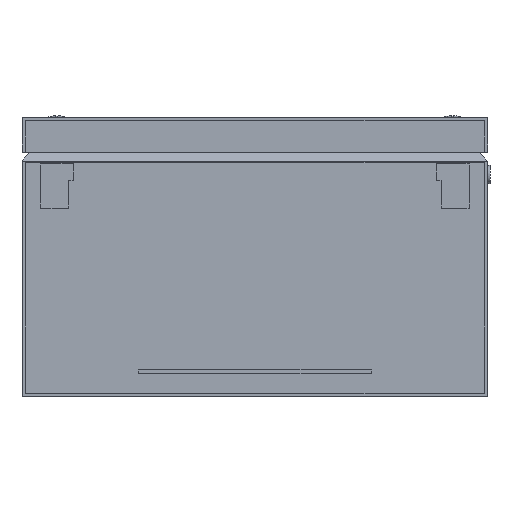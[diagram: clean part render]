
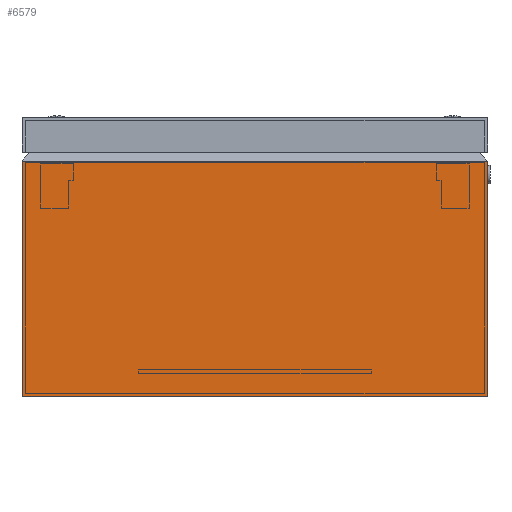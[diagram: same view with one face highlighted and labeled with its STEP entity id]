
A CAD part, left-side view. The second image highlights one B-rep face of the part: STEP entity #6579.
In plain terms, the highlighted planar face has unit normal (-1, 0, 0).
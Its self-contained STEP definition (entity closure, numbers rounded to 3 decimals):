
#146 = AXIS2_PLACEMENT_3D ( 'NONE', #10004, #17191, #21818 ) ;
#333 = DIRECTION ( 'NONE',  ( 0., 1., 0. ) ) ;
#629 = LINE ( 'NONE', #5733, #2678 ) ;
#857 = VERTEX_POINT ( 'NONE', #8702 ) ;
#2196 = EDGE_CURVE ( 'NONE', #9758, #857, #629, .T. ) ;
#2252 = DIRECTION ( 'NONE',  ( 0., 1., 0. ) ) ;
#2678 = VECTOR ( 'NONE', #6511, 1000. ) ;
#4673 = CARTESIAN_POINT ( 'NONE',  ( 0., 200., 0. ) ) ;
#5263 = ORIENTED_EDGE ( 'NONE', *, *, #2196, .T. ) ;
#5733 = CARTESIAN_POINT ( 'NONE',  ( 0., 0., 0. ) ) ;
#5754 = CARTESIAN_POINT ( 'NONE',  ( 0., 0., 0. ) ) ;
#6253 = VECTOR ( 'NONE', #2252, 1000. ) ;
#6511 = DIRECTION ( 'NONE',  ( 0., 0., 1. ) ) ;
#6579 = ADVANCED_FACE ( 'NONE', ( #13381 ), #16759, .T. ) ;
#7584 = VECTOR ( 'NONE', #16251, 1000. ) ;
#7689 = CARTESIAN_POINT ( 'NONE',  ( 0., 0., 101.167 ) ) ;
#8702 = CARTESIAN_POINT ( 'NONE',  ( 0., 0., 101.167 ) ) ;
#8716 = EDGE_LOOP ( 'NONE', ( #12996, #9764, #9509, #5263 ) ) ;
#9226 = VECTOR ( 'NONE', #333, 1000. ) ;
#9509 = ORIENTED_EDGE ( 'NONE', *, *, #21748, .F. ) ;
#9624 = VERTEX_POINT ( 'NONE', #18967 ) ;
#9758 = VERTEX_POINT ( 'NONE', #12230 ) ;
#9764 = ORIENTED_EDGE ( 'NONE', *, *, #19441, .F. ) ;
#10004 = CARTESIAN_POINT ( 'NONE',  ( 0., 0., 0. ) ) ;
#12230 = CARTESIAN_POINT ( 'NONE',  ( 0., 0., 0. ) ) ;
#12996 = ORIENTED_EDGE ( 'NONE', *, *, #14085, .T. ) ;
#13381 = FACE_OUTER_BOUND ( 'NONE', #8716, .T. ) ;
#14085 = EDGE_CURVE ( 'NONE', #857, #9624, #16241, .T. ) ;
#16241 = LINE ( 'NONE', #7689, #9226 ) ;
#16251 = DIRECTION ( 'NONE',  ( 0., 0., 1. ) ) ;
#16759 = PLANE ( 'NONE',  #146 ) ;
#17191 = DIRECTION ( 'NONE',  ( -1., 0., 0. ) ) ;
#17665 = LINE ( 'NONE', #5754, #6253 ) ;
#18678 = CARTESIAN_POINT ( 'NONE',  ( 0., 200., 0. ) ) ;
#18967 = CARTESIAN_POINT ( 'NONE',  ( 0., 200., 101.167 ) ) ;
#19441 = EDGE_CURVE ( 'NONE', #21901, #9624, #20043, .T. ) ;
#20043 = LINE ( 'NONE', #4673, #7584 ) ;
#21748 = EDGE_CURVE ( 'NONE', #9758, #21901, #17665, .T. ) ;
#21818 = DIRECTION ( 'NONE',  ( 0., 0., 1. ) ) ;
#21901 = VERTEX_POINT ( 'NONE', #18678 ) ;
